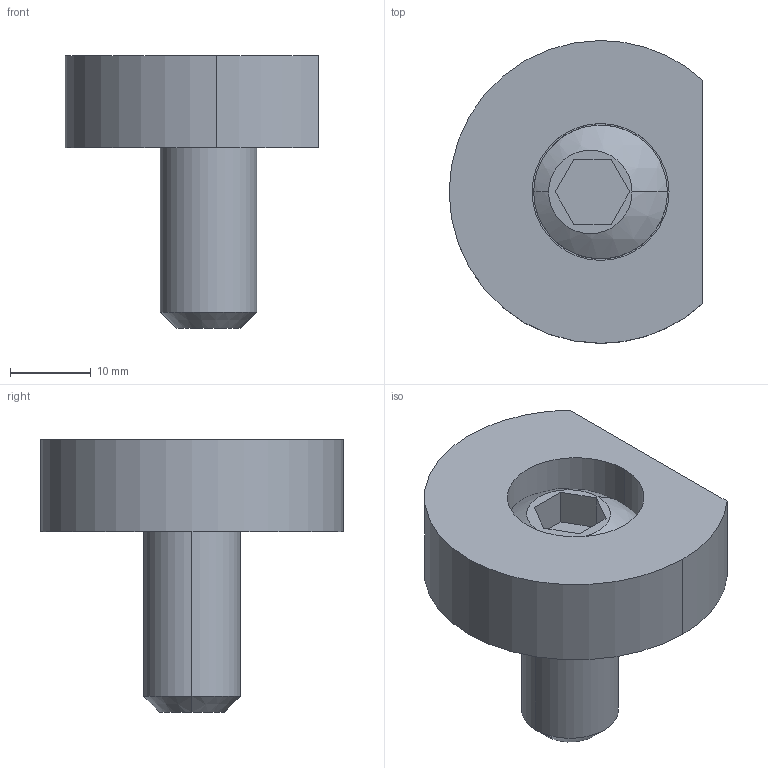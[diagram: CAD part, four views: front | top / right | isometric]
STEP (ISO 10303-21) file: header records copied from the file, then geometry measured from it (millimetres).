
FILE_DESCRIPTION (( 'STEP AP203' ), '1' );
FILE_NAME ('mbfcs12.STEP', '2021-10-26T02:38:34', ( '' ), ( '' ), 'SwSTEP 2.0', 'SolidWorks 2020', '' );
FILE_SCHEMA (( 'CONFIG_CONTROL_DESIGN' ));
Length unit declared in the file: millimetre
Products named in the file (3): mbfcs12; mbfcs12_01; mbfcs12_02
Assembly tree (2 placements, depth 2):
  mbfcs12
    mbfcs12_01
    mbfcs12_02
Bounding box: 31.5 x 37.59 x 33.89 mm (x, y, z)
Volume: 12724.5 mm3; surface area: 5247.1 mm2
Topology: 2 solids, 2 shells, 29 faces, 62 edges, 40 vertices
Faces by surface type: plane 14, cylinder 11, sphere 2, cone 2
Entity records: 1184 total; most frequent: CARTESIAN_POINT 225, DIRECTION 154, ORIENTED_EDGE 124, EDGE_CURVE 62, AXIS2_PLACEMENT_3D 60, VERTEX_POINT 40, EDGE_LOOP 34, LINE 34
